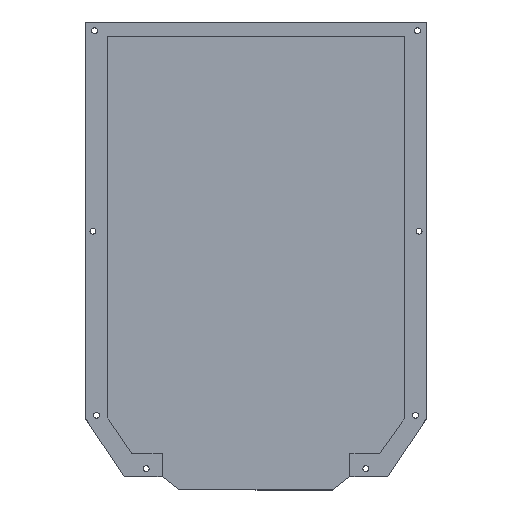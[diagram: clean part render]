
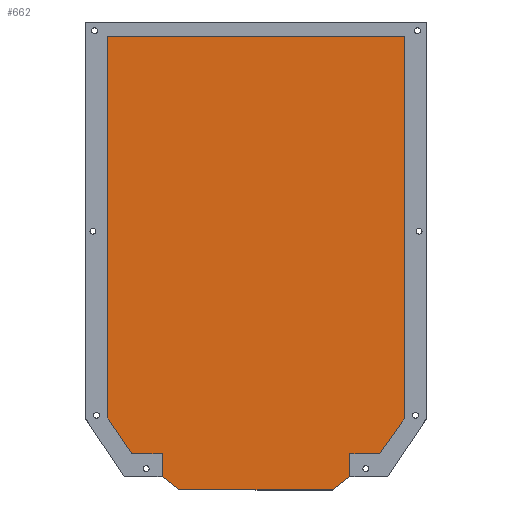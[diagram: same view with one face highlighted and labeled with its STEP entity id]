
A CAD part, top view. The second image highlights one B-rep face of the part: STEP entity #662.
In plain terms, the highlighted planar face has unit normal (0, 0, 1).
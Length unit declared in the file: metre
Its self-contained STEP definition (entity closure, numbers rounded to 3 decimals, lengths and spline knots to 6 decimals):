
#68 = ORIENTED_EDGE ( 'NONE', *, *, #2249, .F. ) ;
#166 = AXIS2_PLACEMENT_3D ( 'NONE', #475, #668, #1686 ) ;
#206 = EDGE_CURVE ( 'NONE', #1445, #1210, #1018, .T. ) ;
#229 = DIRECTION ( 'NONE',  ( -0.555, 0.832, 0. ) ) ;
#247 = VERTEX_POINT ( 'NONE', #1939 ) ;
#258 = VECTOR ( 'NONE', #1785, 1. ) ;
#261 = ORIENTED_EDGE ( 'NONE', *, *, #206, .F. ) ;
#299 = CARTESIAN_POINT ( 'NONE',  ( -0.293167, 0.240844, -0.447555 ) ) ;
#300 = DIRECTION ( 'NONE',  ( 0., -1., 0. ) ) ;
#304 = VERTEX_POINT ( 'NONE', #872 ) ;
#316 = CARTESIAN_POINT ( 'NONE',  ( -0.122455, 0.281341, -0.447555 ) ) ;
#324 = VERTEX_POINT ( 'NONE', #2477 ) ;
#332 = EDGE_CURVE ( 'NONE', #1210, #518, #924, .T. ) ;
#385 = LINE ( 'NONE', #739, #258 ) ;
#392 = CARTESIAN_POINT ( 'NONE',  ( -0.139757, 0.256751, -0.447555 ) ) ;
#394 = EDGE_CURVE ( 'NONE', #1062, #247, #2184, .T. ) ;
#411 = EDGE_CURVE ( 'NONE', #1882, #324, #385, .T. ) ;
#412 = DIRECTION ( 'NONE',  ( -1., 0., 0. ) ) ;
#423 = ORIENTED_EDGE ( 'NONE', *, *, #940, .T. ) ;
#439 = CARTESIAN_POINT ( 'NONE',  ( -0.160742, 0.256751, -0.447555 ) ) ;
#475 = CARTESIAN_POINT ( 'NONE',  ( 0., 0., -0.447555 ) ) ;
#512 = CARTESIAN_POINT ( 'NONE',  ( -0.160742, 0.240844, -0.447555 ) ) ;
#518 = VERTEX_POINT ( 'NONE', #2047 ) ;
#527 = EDGE_CURVE ( 'NONE', #247, #1893, #619, .T. ) ;
#600 = CARTESIAN_POINT ( 'NONE',  ( -0.331455, 0.282027, -0.447555 ) ) ;
#614 = CARTESIAN_POINT ( 'NONE',  ( -0.28065, 0.231341, -0.447555 ) ) ;
#619 = LINE ( 'NONE', #1451, #1646 ) ;
#652 = DIRECTION ( 'NONE',  ( 0.796, -0.605, 0. ) ) ;
#662 = ADVANCED_FACE ( 'NONE', ( #1506 ), #1713, .T. ) ;
#668 = DIRECTION ( 'NONE',  ( 0., 0., 1. ) ) ;
#678 = ORIENTED_EDGE ( 'NONE', *, *, #527, .F. ) ;
#726 = ORIENTED_EDGE ( 'NONE', *, *, #836, .T. ) ;
#739 = CARTESIAN_POINT ( 'NONE',  ( -0.122455, 0.551341, -0.447555 ) ) ;
#746 = ORIENTED_EDGE ( 'NONE', *, *, #2610, .F. ) ;
#748 = LINE ( 'NONE', #614, #2327 ) ;
#750 = VECTOR ( 'NONE', #412, 1. ) ;
#753 = CARTESIAN_POINT ( 'NONE',  ( -0.139757, 0.256751, -0.447555 ) ) ;
#755 = LINE ( 'NONE', #2175, #1530 ) ;
#778 = VECTOR ( 'NONE', #1078, 1. ) ;
#814 = ORIENTED_EDGE ( 'NONE', *, *, #411, .F. ) ;
#836 = EDGE_CURVE ( 'NONE', #1639, #304, #748, .T. ) ;
#872 = CARTESIAN_POINT ( 'NONE',  ( -0.17326, 0.231341, -0.447555 ) ) ;
#924 = LINE ( 'NONE', #1730, #2255 ) ;
#927 = LINE ( 'NONE', #299, #1022 ) ;
#940 = EDGE_CURVE ( 'NONE', #1947, #1639, #927, .T. ) ;
#1011 = EDGE_LOOP ( 'NONE', ( #746, #423, #726, #2046, #1658, #261, #68, #2209, #814, #1536, #678, #1654 ) ) ;
#1018 = LINE ( 'NONE', #1429, #750 ) ;
#1022 = VECTOR ( 'NONE', #652, 1. ) ;
#1030 = LINE ( 'NONE', #2050, #1499 ) ;
#1062 = VERTEX_POINT ( 'NONE', #1802 ) ;
#1076 = CARTESIAN_POINT ( 'NONE',  ( -0.122455, 0.281341, -0.447555 ) ) ;
#1078 = DIRECTION ( 'NONE',  ( 0.796, 0.605, 0. ) ) ;
#1137 = EDGE_CURVE ( 'NONE', #1893, #1882, #755, .T. ) ;
#1181 = CARTESIAN_POINT ( 'NONE',  ( -0.314603, 0.256751, -0.447555 ) ) ;
#1210 = VERTEX_POINT ( 'NONE', #439 ) ;
#1429 = CARTESIAN_POINT ( 'NONE',  ( -0.160742, 0.256751, -0.447555 ) ) ;
#1445 = VERTEX_POINT ( 'NONE', #753 ) ;
#1451 = CARTESIAN_POINT ( 'NONE',  ( -0.331455, 0.282027, -0.447555 ) ) ;
#1499 = VECTOR ( 'NONE', #1871, 1. ) ;
#1506 = FACE_OUTER_BOUND ( 'NONE', #1011, .T. ) ;
#1507 = CARTESIAN_POINT ( 'NONE',  ( -0.28065, 0.231341, -0.447555 ) ) ;
#1530 = VECTOR ( 'NONE', #1664, 1. ) ;
#1536 = ORIENTED_EDGE ( 'NONE', *, *, #1137, .F. ) ;
#1606 = DIRECTION ( 'NONE',  ( 1., 0., 0. ) ) ;
#1639 = VERTEX_POINT ( 'NONE', #1507 ) ;
#1646 = VECTOR ( 'NONE', #229, 1. ) ;
#1654 = ORIENTED_EDGE ( 'NONE', *, *, #394, .F. ) ;
#1658 = ORIENTED_EDGE ( 'NONE', *, *, #332, .F. ) ;
#1662 = VECTOR ( 'NONE', #300, 1. ) ;
#1664 = DIRECTION ( 'NONE',  ( 0., 1., 0. ) ) ;
#1686 = DIRECTION ( 'NONE',  ( 1., 0., 0. ) ) ;
#1713 = PLANE ( 'NONE',  #166 ) ;
#1730 = CARTESIAN_POINT ( 'NONE',  ( -0.160742, 0.240844, -0.447555 ) ) ;
#1785 = DIRECTION ( 'NONE',  ( 1., 0., 0. ) ) ;
#1802 = CARTESIAN_POINT ( 'NONE',  ( -0.293167, 0.256751, -0.447555 ) ) ;
#1871 = DIRECTION ( 'NONE',  ( 0., 1., 0. ) ) ;
#1882 = VERTEX_POINT ( 'NONE', #2460 ) ;
#1893 = VERTEX_POINT ( 'NONE', #600 ) ;
#1907 = LINE ( 'NONE', #512, #778 ) ;
#1939 = CARTESIAN_POINT ( 'NONE',  ( -0.314603, 0.256751, -0.447555 ) ) ;
#1947 = VERTEX_POINT ( 'NONE', #2521 ) ;
#1953 = DIRECTION ( 'NONE',  ( -1., 0., 0. ) ) ;
#1976 = EDGE_CURVE ( 'NONE', #304, #518, #1907, .T. ) ;
#2046 = ORIENTED_EDGE ( 'NONE', *, *, #1976, .T. ) ;
#2047 = CARTESIAN_POINT ( 'NONE',  ( -0.160742, 0.240844, -0.447555 ) ) ;
#2050 = CARTESIAN_POINT ( 'NONE',  ( -0.293167, 0.256751, -0.447555 ) ) ;
#2091 = VECTOR ( 'NONE', #2227, 1. ) ;
#2095 = DIRECTION ( 'NONE',  ( 0., -1., 0. ) ) ;
#2097 = LINE ( 'NONE', #1076, #1662 ) ;
#2126 = VERTEX_POINT ( 'NONE', #316 ) ;
#2175 = CARTESIAN_POINT ( 'NONE',  ( -0.331455, 0.551341, -0.447555 ) ) ;
#2184 = LINE ( 'NONE', #1181, #2455 ) ;
#2209 = ORIENTED_EDGE ( 'NONE', *, *, #2390, .F. ) ;
#2227 = DIRECTION ( 'NONE',  ( -0.575, -0.818, 0. ) ) ;
#2249 = EDGE_CURVE ( 'NONE', #2126, #1445, #2420, .T. ) ;
#2255 = VECTOR ( 'NONE', #2095, 1. ) ;
#2327 = VECTOR ( 'NONE', #1606, 1. ) ;
#2390 = EDGE_CURVE ( 'NONE', #324, #2126, #2097, .T. ) ;
#2420 = LINE ( 'NONE', #392, #2091 ) ;
#2455 = VECTOR ( 'NONE', #1953, 1. ) ;
#2460 = CARTESIAN_POINT ( 'NONE',  ( -0.331455, 0.551341, -0.447555 ) ) ;
#2477 = CARTESIAN_POINT ( 'NONE',  ( -0.122455, 0.551341, -0.447555 ) ) ;
#2521 = CARTESIAN_POINT ( 'NONE',  ( -0.293167, 0.240844, -0.447555 ) ) ;
#2610 = EDGE_CURVE ( 'NONE', #1947, #1062, #1030, .T. ) ;
